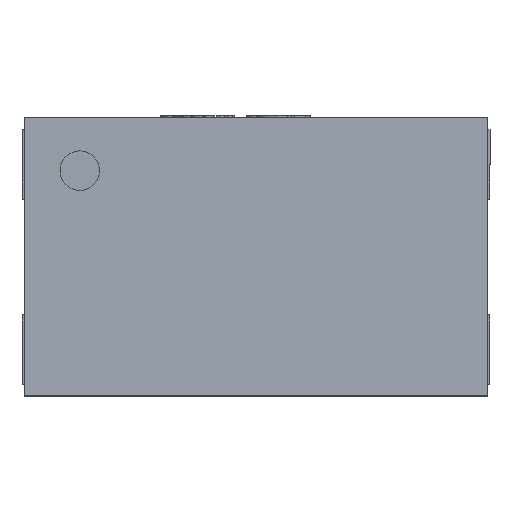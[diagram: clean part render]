
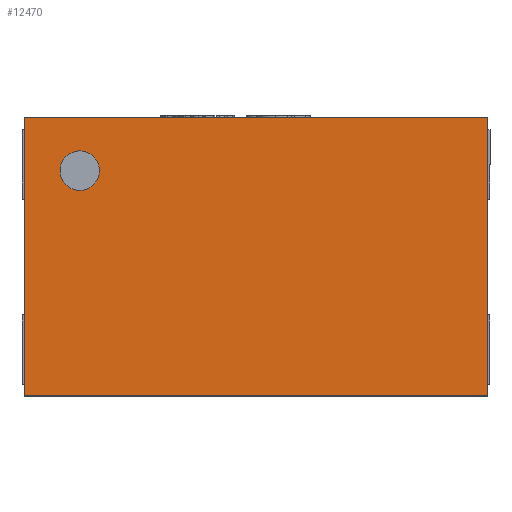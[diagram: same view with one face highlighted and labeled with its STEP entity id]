
A CAD part, top view. The second image highlights one B-rep face of the part: STEP entity #12470.
In plain terms, the highlighted planar face has unit normal (0, 0, 1).
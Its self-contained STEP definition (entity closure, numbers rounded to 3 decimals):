
#171 = VERTEX_POINT ( 'NONE', #11964 ) ;
#200 = CARTESIAN_POINT ( 'NONE',  ( -1., -0.6, 0.4 ) ) ;
#225 = DIRECTION ( 'NONE',  ( 0., -1., 0. ) ) ;
#558 = EDGE_CURVE ( 'NONE', #27151, #14950, #624, .T. ) ;
#624 = LINE ( 'NONE', #26899, #17541 ) ;
#1060 = FACE_BOUND ( 'NONE', #14642, .T. ) ;
#1223 = FACE_OUTER_BOUND ( 'NONE', #16163, .T. ) ;
#1329 = CARTESIAN_POINT ( 'NONE',  ( -0.76, 0.372, 0.4 ) ) ;
#2211 = CIRCLE ( 'NONE', #26120, 0.085 ) ;
#2607 = CARTESIAN_POINT ( 'NONE',  ( -0.846, 0.372, 0.4 ) ) ;
#2721 = DIRECTION ( 'NONE',  ( 0., 0., 1. ) ) ;
#3167 = LINE ( 'NONE', #200, #22057 ) ;
#3335 = CARTESIAN_POINT ( 'NONE',  ( -1., 0.6, 0.4 ) ) ;
#3577 = VECTOR ( 'NONE', #8026, 1000. ) ;
#4797 = DIRECTION ( 'NONE',  ( 1., 0., 0. ) ) ;
#4912 = LINE ( 'NONE', #31367, #3577 ) ;
#6374 = DIRECTION ( 'NONE',  ( 1., 0., 0. ) ) ;
#7667 = CIRCLE ( 'NONE', #27126, 0.085 ) ;
#8026 = DIRECTION ( 'NONE',  ( -1., 0., 0. ) ) ;
#8681 = VERTEX_POINT ( 'NONE', #9230 ) ;
#9153 = ORIENTED_EDGE ( 'NONE', *, *, #12186, .T. ) ;
#9230 = CARTESIAN_POINT ( 'NONE',  ( -1., -0.6, 0.4 ) ) ;
#10344 = ORIENTED_EDGE ( 'NONE', *, *, #33792, .T. ) ;
#11916 = DIRECTION ( 'NONE',  ( 0., 0., 1. ) ) ;
#11964 = CARTESIAN_POINT ( 'NONE',  ( -0.675, 0.372, 0.4 ) ) ;
#12186 = EDGE_CURVE ( 'NONE', #17178, #8681, #32624, .T. ) ;
#12470 = ADVANCED_FACE ( 'NONE', ( #1060, #1223 ), #17203, .T. ) ;
#12502 = DIRECTION ( 'NONE',  ( 1., 0., 0. ) ) ;
#12535 = VECTOR ( 'NONE', #225, 1000. ) ;
#14642 = EDGE_LOOP ( 'NONE', ( #32310, #24134 ) ) ;
#14950 = VERTEX_POINT ( 'NONE', #20037 ) ;
#15445 = CARTESIAN_POINT ( 'NONE',  ( 0., 0., 0.4 ) ) ;
#15936 = CARTESIAN_POINT ( 'NONE',  ( -0.76, 0.372, 0.4 ) ) ;
#16163 = EDGE_LOOP ( 'NONE', ( #30407, #10344, #9153, #26721 ) ) ;
#16918 = EDGE_CURVE ( 'NONE', #28306, #171, #2211, .T. ) ;
#17178 = VERTEX_POINT ( 'NONE', #3335 ) ;
#17203 = PLANE ( 'NONE',  #27049 ) ;
#17538 = DIRECTION ( 'NONE',  ( 0., 0., 1. ) ) ;
#17541 = VECTOR ( 'NONE', #26719, 1000. ) ;
#20037 = CARTESIAN_POINT ( 'NONE',  ( 1., 0.6, 0.4 ) ) ;
#21033 = EDGE_CURVE ( 'NONE', #8681, #27151, #3167, .T. ) ;
#22057 = VECTOR ( 'NONE', #4797, 1000. ) ;
#24134 = ORIENTED_EDGE ( 'NONE', *, *, #16918, .F. ) ;
#26120 = AXIS2_PLACEMENT_3D ( 'NONE', #15936, #2721, #6374 ) ;
#26719 = DIRECTION ( 'NONE',  ( 0., 1., 0. ) ) ;
#26721 = ORIENTED_EDGE ( 'NONE', *, *, #21033, .T. ) ;
#26899 = CARTESIAN_POINT ( 'NONE',  ( 1., 0.6, 0.4 ) ) ;
#27049 = AXIS2_PLACEMENT_3D ( 'NONE', #15445, #17538, #12502 ) ;
#27126 = AXIS2_PLACEMENT_3D ( 'NONE', #1329, #11916, #30585 ) ;
#27151 = VERTEX_POINT ( 'NONE', #33820 ) ;
#27215 = CARTESIAN_POINT ( 'NONE',  ( -1., 0.6, 0.4 ) ) ;
#27994 = EDGE_CURVE ( 'NONE', #171, #28306, #7667, .T. ) ;
#28306 = VERTEX_POINT ( 'NONE', #2607 ) ;
#30407 = ORIENTED_EDGE ( 'NONE', *, *, #558, .T. ) ;
#30585 = DIRECTION ( 'NONE',  ( 1., 0., 0. ) ) ;
#31367 = CARTESIAN_POINT ( 'NONE',  ( -1., 0.6, 0.4 ) ) ;
#32310 = ORIENTED_EDGE ( 'NONE', *, *, #27994, .F. ) ;
#32624 = LINE ( 'NONE', #27215, #12535 ) ;
#33792 = EDGE_CURVE ( 'NONE', #14950, #17178, #4912, .T. ) ;
#33820 = CARTESIAN_POINT ( 'NONE',  ( 1., -0.6, 0.4 ) ) ;
